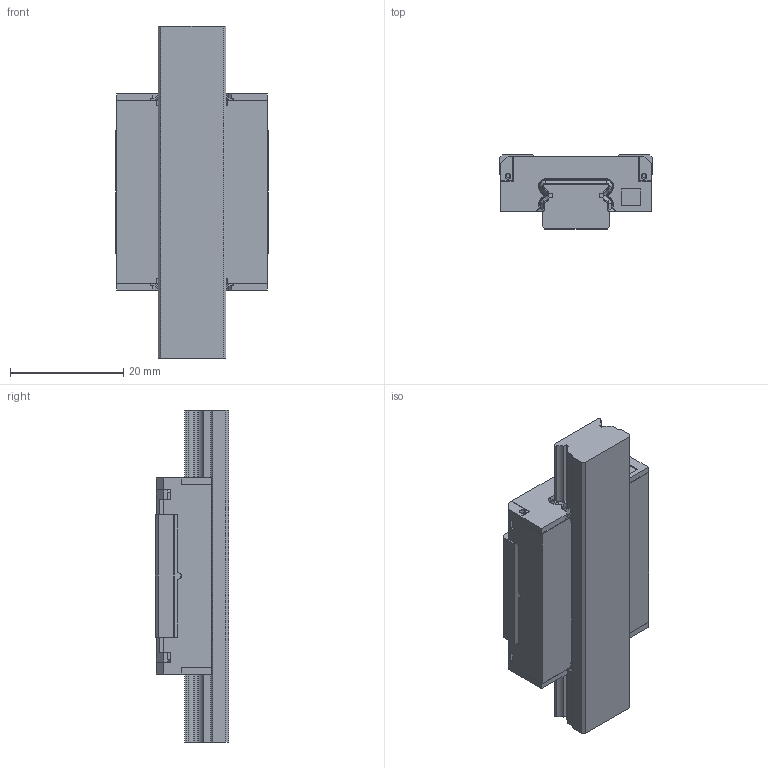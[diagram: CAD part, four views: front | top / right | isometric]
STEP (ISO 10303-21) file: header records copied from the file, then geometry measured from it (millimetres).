
FILE_DESCRIPTION((''),'2;1');
FILE_NAME('MWE-012-SNS-NS','2024-07-11T14:55:47',('goe2sw'),(''),'CREO PARAMETRIC BY PTC INC, 2023134','CREO PARAMETRIC BY PTC INC, 2023134','');
FILE_SCHEMA(('AUTOMOTIVE_DESIGN { 1 0 10303 214 1 1 1 1 }'));
Length unit declared in the file: millimetre
Products named in the file (7): MWE-012-SNS-NS_SKEL; R044220001_Z; R044220003_Z; MWE-012-SNS-NS_PSF; R044220002_Z; R044220014_Z; MWE-012-SNS-NS
Assembly tree (8 placements, depth 2):
  MWE-012-SNS-NS
    MWE-012-SNS-NS_SKEL
    R044220001_Z
    R044220003_Z  x2
    MWE-012-SNS-NS_PSF
    R044220002_Z
    R044220014_Z  x2
Bounding box: 27 x 13 x 58.6 mm (x, y, z)
Volume: 10885.5 mm3; surface area: 10544.5 mm2
Topology: 7 solids, 7 shells, 1140 faces, 3078 edges, 1948 vertices
Faces by surface type: plane 615, cylinder 235, cone 142, torus 96, bspline 52
Entity records: 32003 total; most frequent: CARTESIAN_POINT 6474, ORIENTED_EDGE 4078, DIRECTION 3775, PRESENTATION_STYLE_ASSIGNMENT 2044, STYLED_ITEM 2044, CURVE_STYLE 2039, EDGE_CURVE 2039, VECTOR 1399
